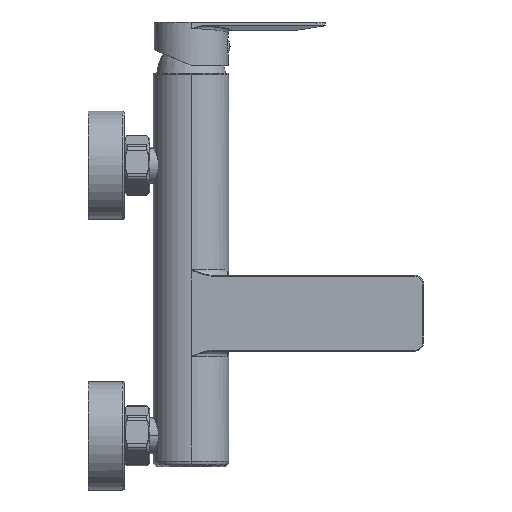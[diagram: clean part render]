
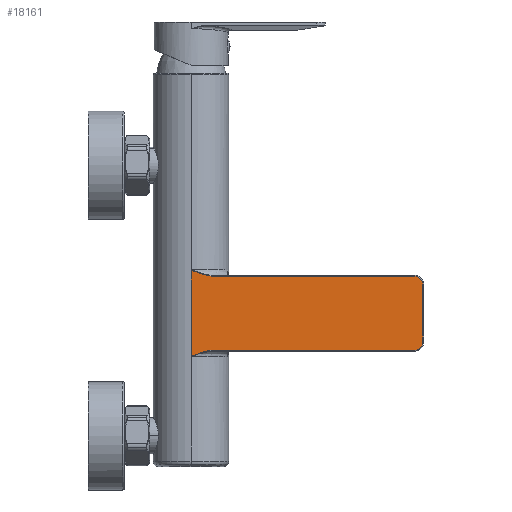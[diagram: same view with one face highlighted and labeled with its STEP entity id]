
A CAD part, top view. The second image highlights one B-rep face of the part: STEP entity #18161.
In plain terms, the highlighted planar face has unit normal (0, 0, 1).
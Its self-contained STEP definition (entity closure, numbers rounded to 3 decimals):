
#1124=DIRECTION('',(0.,1.,0.));
#1125=VECTOR('',#1124,48.);
#1126=CARTESIAN_POINT('',(0.,-24.,21.));
#1127=LINE('',#1126,#1125);
#3196=DIRECTION('',(-1.,0.,0.));
#3197=VECTOR('',#3196,111.52);
#3198=CARTESIAN_POINT('',(124.,-20.5,21.));
#3199=LINE('',#3198,#3197);
#3219=DIRECTION('',(0.,-1.,0.));
#3220=VECTOR('',#3219,32.);
#3221=CARTESIAN_POINT('',(128.5,16.,21.));
#3222=LINE('',#3221,#3220);
#3242=DIRECTION('',(1.,0.,0.));
#3243=VECTOR('',#3242,111.52);
#3244=CARTESIAN_POINT('',(12.48,20.5,21.));
#3245=LINE('',#3244,#3243);
#3251=CARTESIAN_POINT('',(0.,24.,21.));
#4749=CARTESIAN_POINT('',(12.48,20.5,21.));
#4750=CARTESIAN_POINT('',(11.594,20.503,21.));
#4751=CARTESIAN_POINT('',(9.744,20.666,21.));
#4752=CARTESIAN_POINT('',(6.715,21.423,21.));
#4753=CARTESIAN_POINT('',(3.502,22.565,21.));
#4754=CARTESIAN_POINT('',(1.193,23.489,21.));
#4755=CARTESIAN_POINT('',(0.,24.,21.));
#4757=CARTESIAN_POINT('',(124.,16.,21.));
#4758=DIRECTION('',(0.,0.,1.));
#4759=DIRECTION('',(1.,0.,0.));
#4760=AXIS2_PLACEMENT_3D('',#4757,#4758,#4759);
#4762=CARTESIAN_POINT('',(124.,-16.,21.));
#4763=DIRECTION('',(0.,0.,1.));
#4764=DIRECTION('',(0.,-1.,0.));
#4765=AXIS2_PLACEMENT_3D('',#4762,#4763,#4764);
#4767=CARTESIAN_POINT('',(0.,-24.,21.));
#4768=CARTESIAN_POINT('',(1.193,-23.489,21.));
#4769=CARTESIAN_POINT('',(3.503,-22.565,21.));
#4770=CARTESIAN_POINT('',(6.717,-21.423,21.));
#4771=CARTESIAN_POINT('',(9.745,-20.666,21.));
#4772=CARTESIAN_POINT('',(11.594,-20.503,21.));
#4773=CARTESIAN_POINT('',(12.48,-20.5,21.));
#7872=VERTEX_POINT('',#4767);
#7873=VERTEX_POINT('',#4773);
#7875=CARTESIAN_POINT('',(124.,-20.5,21.));
#7877=VERTEX_POINT('',#7875);
#7880=CARTESIAN_POINT('',(128.5,-16.,21.));
#7882=VERTEX_POINT('',#7880);
#7883=CARTESIAN_POINT('',(128.5,16.,21.));
#7885=VERTEX_POINT('',#7883);
#7888=CARTESIAN_POINT('',(124.,20.5,21.));
#7890=VERTEX_POINT('',#7888);
#7891=CARTESIAN_POINT('',(12.48,20.5,21.));
#7893=VERTEX_POINT('',#7891);
#7895=VERTEX_POINT('',#3251);
#18145=CARTESIAN_POINT('',(129.,-21.,21.));
#18146=DIRECTION('',(0.,0.,-1.));
#18147=DIRECTION('',(-1.,0.,0.));
#18148=AXIS2_PLACEMENT_3D('',#18145,#18146,#18147);
#18149=PLANE('',#18148);
#18150=ORIENTED_EDGE('',*,*,#15065,.F.);
#18151=ORIENTED_EDGE('',*,*,#14979,.T.);
#18152=ORIENTED_EDGE('',*,*,#14964,.F.);
#18153=ORIENTED_EDGE('',*,*,#14949,.T.);
#18154=ORIENTED_EDGE('',*,*,#14934,.F.);
#18155=ORIENTED_EDGE('',*,*,#14919,.T.);
#18157=ORIENTED_EDGE('',*,*,#18156,.F.);
#18158=ORIENTED_EDGE('',*,*,#10914,.T.);
#18159=EDGE_LOOP('',(#18150,#18151,#18152,#18153,#18154,#18155,#18157,#18158));
#18160=FACE_OUTER_BOUND('',#18159,.F.);
#18161=ADVANCED_FACE('',(#18160),#18149,.F.);
#4756=B_SPLINE_CURVE_WITH_KNOTS('',3,(#4749,#4750,#4751,#4752,#4753,#4754,
#4755),.UNSPECIFIED.,.F.,.F.,(4,1,1,1,4),(0.,0.25,0.5,0.75,1.),
.UNSPECIFIED.);
#4761=CIRCLE('',#4760,4.5);
#4766=CIRCLE('',#4765,4.5);
#4774=B_SPLINE_CURVE_WITH_KNOTS('',3,(#4767,#4768,#4769,#4770,#4771,#4772,
#4773),.UNSPECIFIED.,.F.,.F.,(4,1,1,1,4),(0.,0.25,0.5,0.75,1.),
.UNSPECIFIED.);
#10914=EDGE_CURVE('',#7872,#7895,#1127,.T.);
#14919=EDGE_CURVE('',#7877,#7873,#3199,.T.);
#14934=EDGE_CURVE('',#7877,#7882,#4766,.T.);
#14949=EDGE_CURVE('',#7885,#7882,#3222,.T.);
#14964=EDGE_CURVE('',#7885,#7890,#4761,.T.);
#14979=EDGE_CURVE('',#7893,#7890,#3245,.T.);
#15065=EDGE_CURVE('',#7893,#7895,#4756,.T.);
#18156=EDGE_CURVE('',#7872,#7873,#4774,.T.);
